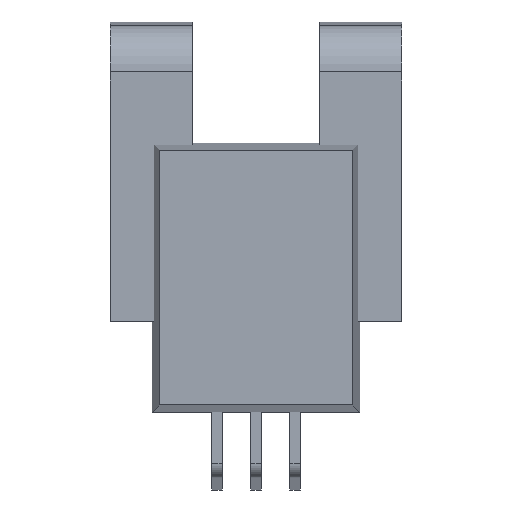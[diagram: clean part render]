
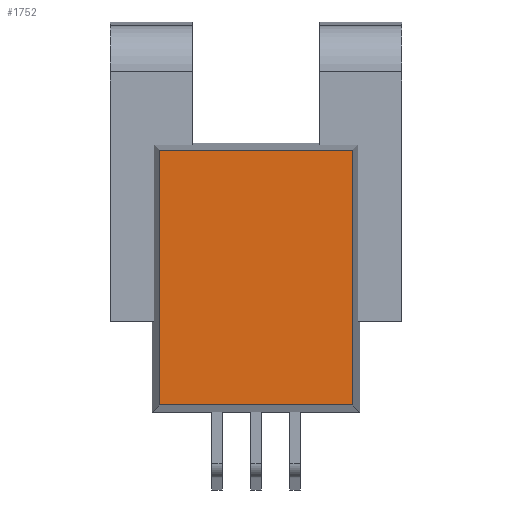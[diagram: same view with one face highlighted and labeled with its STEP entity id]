
A CAD part, top view. The second image highlights one B-rep face of the part: STEP entity #1752.
In plain terms, the highlighted planar face has unit normal (0, 0, 1).
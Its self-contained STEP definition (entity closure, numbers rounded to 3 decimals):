
#1650=CARTESIAN_POINT('',(4.7,-6.2,7.1));
#1651=VERTEX_POINT('',#1650);
#1652=CARTESIAN_POINT('',(-4.7,-6.2,7.1));
#1653=VERTEX_POINT('',#1652);
#1654=CARTESIAN_POINT('',(4.7,-6.2,7.1));
#1655=DIRECTION('',(-1.0,0.0,0.0));
#1656=VECTOR('',#1655,9.4);
#1657=LINE('',#1654,#1656);
#1658=EDGE_CURVE('',#1651,#1653,#1657,.T.);
#1683=CARTESIAN_POINT('',(-4.7,6.2,7.1));
#1684=VERTEX_POINT('',#1683);
#1685=CARTESIAN_POINT('',(-4.7,-6.2,7.1));
#1686=DIRECTION('',(0.0,1.0,0.0));
#1687=VECTOR('',#1686,12.4);
#1688=LINE('',#1685,#1687);
#1689=EDGE_CURVE('',#1653,#1684,#1688,.T.);
#1705=CARTESIAN_POINT('',(4.7,6.2,7.1));
#1706=VERTEX_POINT('',#1705);
#1707=CARTESIAN_POINT('',(4.7,6.2,7.1));
#1708=DIRECTION('',(0.0,-1.0,0.0));
#1709=VECTOR('',#1708,12.4);
#1710=LINE('',#1707,#1709);
#1711=EDGE_CURVE('',#1706,#1651,#1710,.T.);
#1729=CARTESIAN_POINT('',(-4.7,6.2,7.1));
#1730=DIRECTION('',(1.0,0.0,0.0));
#1731=VECTOR('',#1730,9.4);
#1732=LINE('',#1729,#1731);
#1733=EDGE_CURVE('',#1684,#1706,#1732,.T.);
#1741=CARTESIAN_POINT('',(0.0,0.0,7.1));
#1742=DIRECTION('',(0.0,0.0,1.0));
#1743=DIRECTION('',(0.0,-1.0,0.0));
#1744=AXIS2_PLACEMENT_3D('',#1741,#1742,#1743);
#1745=PLANE('',#1744);
#1746=ORIENTED_EDGE('',*,*,#1658,.F.);
#1747=ORIENTED_EDGE('',*,*,#1711,.F.);
#1748=ORIENTED_EDGE('',*,*,#1733,.F.);
#1749=ORIENTED_EDGE('',*,*,#1689,.F.);
#1750=EDGE_LOOP('',(#1746,#1747,#1748,#1749));
#1751=FACE_OUTER_BOUND('',#1750,.T.);
#1752=ADVANCED_FACE('',(#1751),#1745,.T.);
